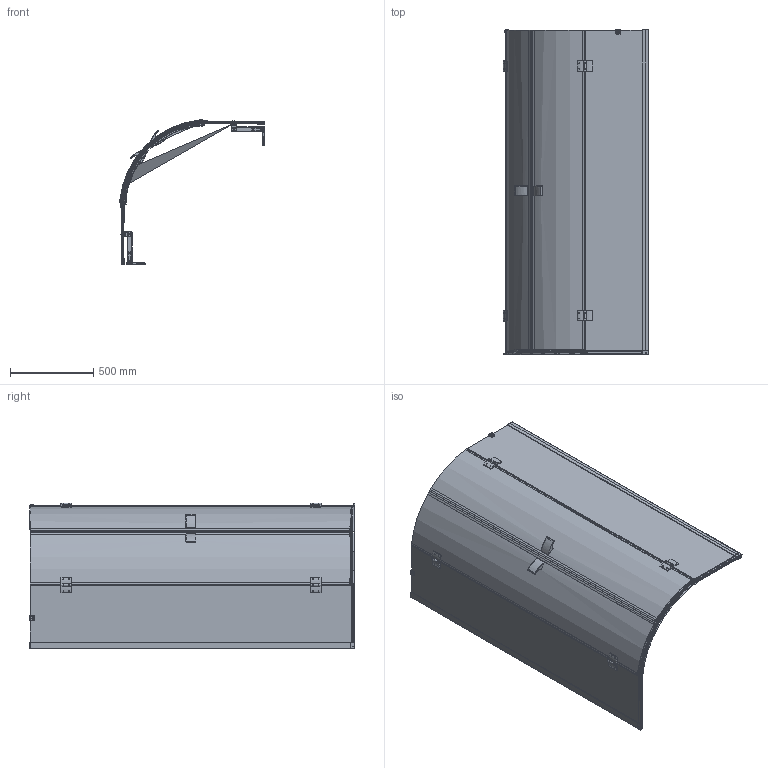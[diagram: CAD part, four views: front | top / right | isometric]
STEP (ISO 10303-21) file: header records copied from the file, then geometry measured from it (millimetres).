
FILE_DESCRIPTION (( 'STEP AP214' ), '1' );
FILE_NAME ('aqf92-870x870x1950.STEP', '2020-04-16T11:18:13', ( '' ), ( '' ), 'SwSTEP 2.0', 'SolidWorks 2016', '' );
FILE_SCHEMA (( 'AUTOMOTIVE_DESIGN' ));
Length unit declared in the file: millimetre
Products named in the file (1): aqf92-870x870x1950
Bounding box: 876.13 x 1956.69 x 876.51 mm (x, y, z)
Volume: 21661937.3 mm3; surface area: 6883425.4 mm2
Topology: 5 solids, 21 shells, 5626 faces, 15526 edges, 9842 vertices
Faces by surface type: cylinder 2045, plane 2008, bspline 685, torus 574, cone 246, sphere 68
Entity records: 619410 total; most frequent: CARTESIAN_POINT 491001, ORIENTED_EDGE 30906, DIRECTION 20707, EDGE_CURVE 15453, VERTEX_POINT 9824, AXIS2_PLACEMENT_3D 6946, LINE 6815, VECTOR 6815
